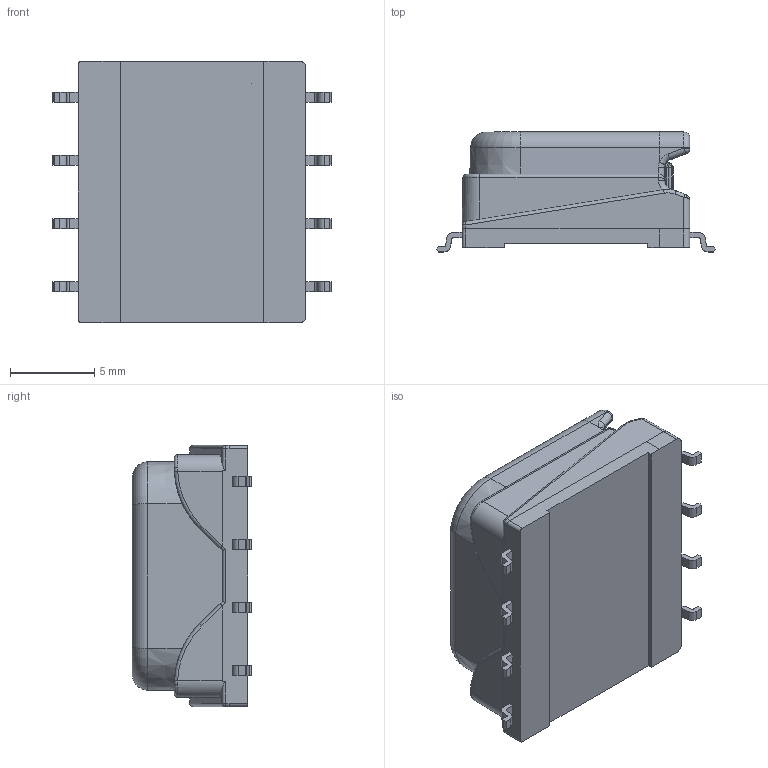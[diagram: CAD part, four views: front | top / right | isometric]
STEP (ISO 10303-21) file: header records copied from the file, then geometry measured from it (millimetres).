
FILE_DESCRIPTION (( 'STEP AP214' ), '1' );
FILE_NAME ('PH9385.STEP', '2017-11-10T00:31:41', ( '' ), ( '' ), 'SwSTEP 2.0', 'SolidWorks 2015', '' );
FILE_SCHEMA (( 'AUTOMOTIVE_DESIGN' ));
Length unit declared in the file: millimetre
Products named in the file (4): 043-3598.XXX-A_043-3598.001; Toriod Wire Matrix; 031-2475.001 Core Toroid .417OD X .205ID X .116H; PH9385
Assembly tree (62 placements, depth 2):
  PH9385
    031-2475.001 Core Toroid .417OD X .205ID X .116H
    Toriod Wire Matrix  x60
    043-3598.XXX-A_043-3598.001
Bounding box: 16.5 x 7.1 x 15.5 mm (x, y, z)
Volume: 792.3 mm3; surface area: 1800.8 mm2
Topology: 70 solids, 70 shells, 1267 faces, 2667 edges, 1414 vertices
Faces by surface type: cylinder 591, torus 508, plane 134, bspline 22, sphere 10, cone 2
Entity records: 11568 total; most frequent: CARTESIAN_POINT 2229, DIRECTION 1689, ORIENTED_EDGE 1546, EDGE_CURVE 773, AXIS2_PLACEMENT_3D 622, VERTEX_POINT 470, LINE 445, VECTOR 445
